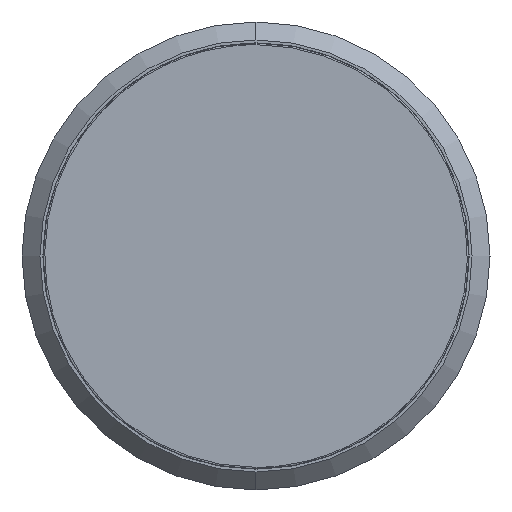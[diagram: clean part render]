
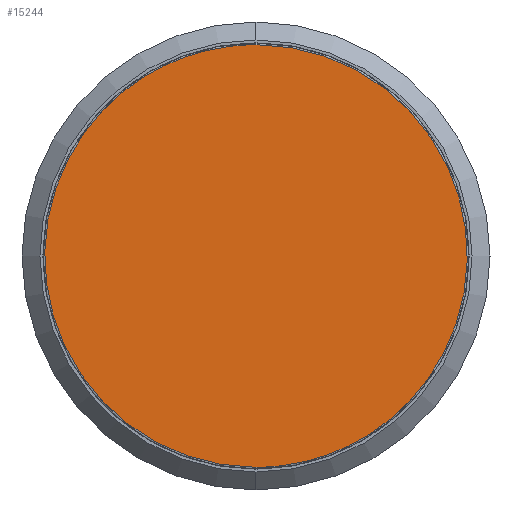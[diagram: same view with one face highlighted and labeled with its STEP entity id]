
A CAD part, left-side view. The second image highlights one B-rep face of the part: STEP entity #15244.
In plain terms, the highlighted planar face has unit normal (-1, 0, 0).
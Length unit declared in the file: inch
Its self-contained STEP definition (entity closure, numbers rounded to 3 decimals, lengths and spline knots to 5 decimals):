
#1110 = EDGE_LOOP ( 'NONE', ( #7172, #13791 ) ) ;
#7172 = ORIENTED_EDGE ( 'NONE', *, *, #13397, .F. ) ;
#8012 = CARTESIAN_POINT ( 'NONE',  ( -0.37008, -1.06654, 0.53327 ) ) ;
#8764 = EDGE_CURVE ( 'NONE', #20819, #23735, #15198, .T. ) ;
#9515 =( BOUNDED_CURVE ( )  B_SPLINE_CURVE ( 3, ( #15603, #15509, #17495, #21781 ),
 .UNSPECIFIED., .F., .F. ) 
 B_SPLINE_CURVE_WITH_KNOTS ( ( 4, 4 ),
 ( 0., 1. ),
 .UNSPECIFIED. ) 
 CURVE ( )  GEOMETRIC_REPRESENTATION_ITEM ( )  RATIONAL_B_SPLINE_CURVE ( ( 1., 0.333, 0.333, 1. ) ) 
 REPRESENTATION_ITEM ( '' )  );
#11035 = CARTESIAN_POINT ( 'NONE',  ( -0.37008, 0., -0.53327 ) ) ;
#13344 = FACE_OUTER_BOUND ( 'NONE', #1110, .T. ) ;
#13397 = EDGE_CURVE ( 'NONE', #23735, #20819, #9515, .T. ) ;
#13791 = ORIENTED_EDGE ( 'NONE', *, *, #8764, .F. ) ;
#14538 = DIRECTION ( 'NONE',  ( 1., 0., 0. ) ) ;
#15198 =( BOUNDED_CURVE ( )  B_SPLINE_CURVE ( 3, ( #18221, #8012, #22620, #25552 ),
 .UNSPECIFIED., .F., .F. ) 
 B_SPLINE_CURVE_WITH_KNOTS ( ( 4, 4 ),
 ( 0., 1. ),
 .UNSPECIFIED. ) 
 CURVE ( )  GEOMETRIC_REPRESENTATION_ITEM ( )  RATIONAL_B_SPLINE_CURVE ( ( 1., 0.333, 0.333, 1. ) ) 
 REPRESENTATION_ITEM ( '' )  );
#15244 = ADVANCED_FACE ( 'NONE', ( #13344 ), #24949, .F. ) ;
#15509 = CARTESIAN_POINT ( 'NONE',  ( -0.37008, 1.06654, -0.53327 ) ) ;
#15603 = CARTESIAN_POINT ( 'NONE',  ( -0.37008, 0., -0.53327 ) ) ;
#17495 = CARTESIAN_POINT ( 'NONE',  ( -0.37008, 1.06654, 0.53327 ) ) ;
#18221 = CARTESIAN_POINT ( 'NONE',  ( -0.37008, 0., 0.53327 ) ) ;
#18436 = DIRECTION ( 'NONE',  ( 0., 0., -1. ) ) ;
#20819 = VERTEX_POINT ( 'NONE', #22789 ) ;
#21781 = CARTESIAN_POINT ( 'NONE',  ( -0.37008, 0., 0.53327 ) ) ;
#22620 = CARTESIAN_POINT ( 'NONE',  ( -0.37008, -1.06654, -0.53327 ) ) ;
#22789 = CARTESIAN_POINT ( 'NONE',  ( -0.37008, 0., 0.53327 ) ) ;
#23735 = VERTEX_POINT ( 'NONE', #11035 ) ;
#24506 = AXIS2_PLACEMENT_3D ( 'NONE', #24779, #14538, #18436 ) ;
#24779 = CARTESIAN_POINT ( 'NONE',  ( -0.37008, 0.5372, 0. ) ) ;
#24949 = PLANE ( 'NONE',  #24506 ) ;
#25552 = CARTESIAN_POINT ( 'NONE',  ( -0.37008, 0., -0.53327 ) ) ;
